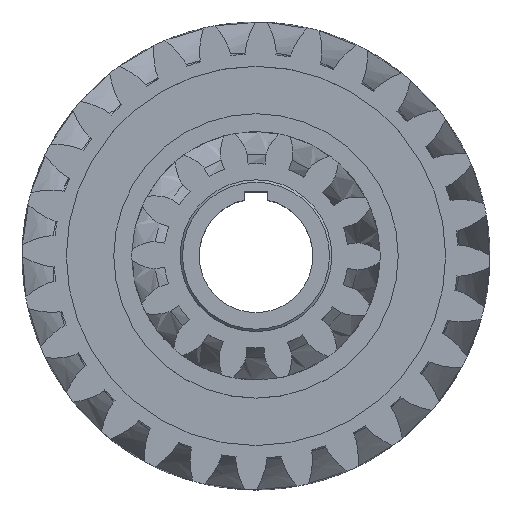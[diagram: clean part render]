
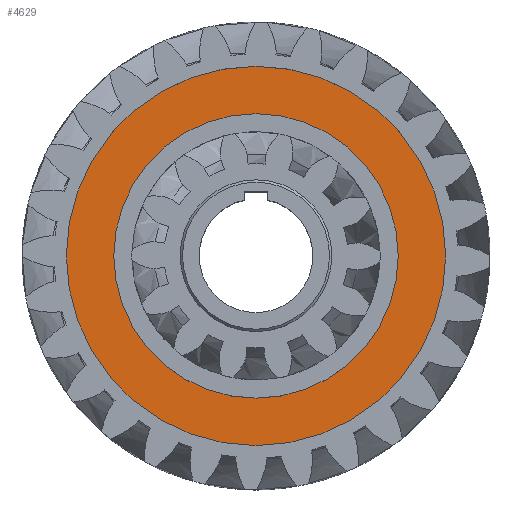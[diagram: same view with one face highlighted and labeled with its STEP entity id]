
A CAD part, top view. The second image highlights one B-rep face of the part: STEP entity #4629.
In plain terms, the highlighted planar face has unit normal (0, 0, 1).
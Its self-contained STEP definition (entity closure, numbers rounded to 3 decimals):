
#696=FACE_BOUND('',#1186,.T.);
#752=CIRCLE('',#4925,30.);
#754=CIRCLE('',#4928,40.);
#918=FACE_OUTER_BOUND('',#1185,.T.);
#1185=EDGE_LOOP('',(#3084));
#1186=EDGE_LOOP('',(#3085));
#1768=VERTEX_POINT('',#5772);
#1770=VERTEX_POINT('',#5778);
#2292=EDGE_CURVE('',#1768,#1768,#752,.T.);
#2295=EDGE_CURVE('',#1770,#1770,#754,.T.);
#3084=ORIENTED_EDGE('',*,*,#2295,.F.);
#3085=ORIENTED_EDGE('',*,*,#2292,.F.);
#4616=PLANE('',#4929);
#4629=ADVANCED_FACE('',(#918,#696),#4616,.T.);
#4925=AXIS2_PLACEMENT_3D('',#5774,#5173,#5174);
#4928=AXIS2_PLACEMENT_3D('',#5780,#5180,#5181);
#4929=AXIS2_PLACEMENT_3D('',#5781,#5182,#5183);
#5173=DIRECTION('center_axis',(0.,0.,1.));
#5174=DIRECTION('ref_axis',(-1.,0.,0.));
#5180=DIRECTION('center_axis',(0.,0.,-1.));
#5181=DIRECTION('ref_axis',(-1.,0.,0.));
#5182=DIRECTION('center_axis',(0.,0.,1.));
#5183=DIRECTION('ref_axis',(-1.,0.,0.));
#5772=CARTESIAN_POINT('',(30.,0.,17.));
#5774=CARTESIAN_POINT('Origin',(0.,0.,
17.));
#5778=CARTESIAN_POINT('',(40.,0.,17.));
#5780=CARTESIAN_POINT('Origin',(0.,0.,
17.));
#5781=CARTESIAN_POINT('Origin',(0.,0.,
17.));
